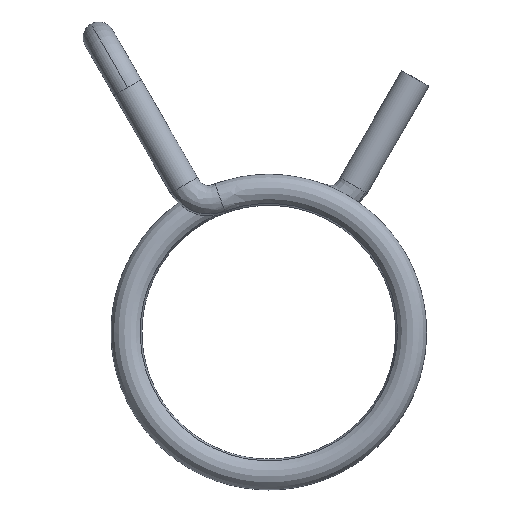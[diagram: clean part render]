
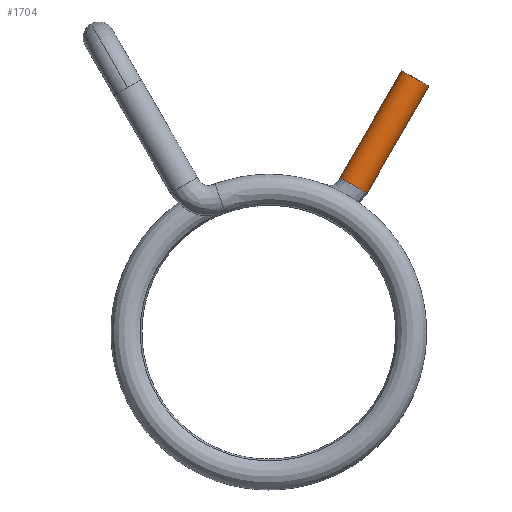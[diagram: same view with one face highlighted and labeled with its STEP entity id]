
A CAD part, top view. The second image highlights one B-rep face of the part: STEP entity #1704.
In plain terms, the highlighted cylindrical face has radius 0.75 mm (diameter 1.5 mm), a partial arc.
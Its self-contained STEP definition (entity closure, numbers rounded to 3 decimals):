
#90 = EDGE_LOOP ( 'NONE', ( #3857, #4481, #764, #5139, #3375 ) ) ;
#165 = EDGE_CURVE ( 'NONE', #4223, #1500, #2318, .T. ) ;
#401 = DIRECTION ( 'NONE',  ( 0.5, 0.866, 0. ) ) ;
#529 = DIRECTION ( 'NONE',  ( -0.731, 0.422, -0.536 ) ) ;
#764 = ORIENTED_EDGE ( 'NONE', *, *, #6014, .F. ) ;
#861 = LINE ( 'NONE', #1387, #5936 ) ;
#921 = VERTEX_POINT ( 'NONE', #7081 ) ;
#922 = EDGE_CURVE ( 'NONE', #1500, #921, #7030, .T. ) ;
#1081 = AXIS2_PLACEMENT_3D ( 'NONE', #1129, #5890, #529 ) ;
#1129 = CARTESIAN_POINT ( 'NONE',  ( 4.052, 7.018, 0.8 ) ) ;
#1222 = CARTESIAN_POINT ( 'NONE',  ( 7.65, 11.749, 0.8 ) ) ;
#1310 = DIRECTION ( 'NONE',  ( 0.5, 0.866, 0. ) ) ;
#1349 = FACE_OUTER_BOUND ( 'NONE', #90, .T. ) ;
#1387 = CARTESIAN_POINT ( 'NONE',  ( 4.701, 6.643, 0.8 ) ) ;
#1500 = VERTEX_POINT ( 'NONE', #6702 ) ;
#1543 = AXIS2_PLACEMENT_3D ( 'NONE', #7157, #4291, #3687 ) ;
#1603 = CARTESIAN_POINT ( 'NONE',  ( 6.35, 12.499, 0.8 ) ) ;
#1704 = ADVANCED_FACE ( 'NONE', ( #1349 ), #3835, .T. ) ;
#2045 = AXIS2_PLACEMENT_3D ( 'NONE', #6683, #1310, #6175 ) ;
#2318 = CIRCLE ( 'NONE', #1081, 0.75 ) ;
#2372 = EDGE_CURVE ( 'NONE', #4223, #3469, #3915, .T. ) ;
#2528 = DIRECTION ( 'NONE',  ( 0.5, 0.866, 0. ) ) ;
#3204 = DIRECTION ( 'NONE',  ( 0.5, 0.866, 0. ) ) ;
#3375 = ORIENTED_EDGE ( 'NONE', *, *, #165, .T. ) ;
#3469 = VERTEX_POINT ( 'NONE', #1603 ) ;
#3687 = DIRECTION ( 'NONE',  ( -0.731, 0.422, -0.536 ) ) ;
#3835 = CYLINDRICAL_SURFACE ( 'NONE', #2045, 0.75 ) ;
#3857 = ORIENTED_EDGE ( 'NONE', *, *, #922, .T. ) ;
#3915 = LINE ( 'NONE', #6306, #4668 ) ;
#4088 = CARTESIAN_POINT ( 'NONE',  ( 7., 12.124, 0.8 ) ) ;
#4223 = VERTEX_POINT ( 'NONE', #4286 ) ;
#4286 = CARTESIAN_POINT ( 'NONE',  ( 3.407, 7.391, 0.8 ) ) ;
#4291 = DIRECTION ( 'NONE',  ( 0.5, 0.866, 0. ) ) ;
#4453 = CIRCLE ( 'NONE', #7546, 0.75 ) ;
#4481 = ORIENTED_EDGE ( 'NONE', *, *, #6777, .T. ) ;
#4668 = VECTOR ( 'NONE', #3204, 1000. ) ;
#4683 = DIRECTION ( 'NONE',  ( -0.731, 0.422, -0.536 ) ) ;
#5139 = ORIENTED_EDGE ( 'NONE', *, *, #2372, .F. ) ;
#5890 = DIRECTION ( 'NONE',  ( 0.5, 0.866, 0. ) ) ;
#5936 = VECTOR ( 'NONE', #2528, 1000. ) ;
#6014 = EDGE_CURVE ( 'NONE', #3469, #7345, #4453, .T. ) ;
#6175 = DIRECTION ( 'NONE',  ( -0.866, 0.5, 0. ) ) ;
#6306 = CARTESIAN_POINT ( 'NONE',  ( 3.402, 7.393, 0.8 ) ) ;
#6683 = CARTESIAN_POINT ( 'NONE',  ( 4.052, 7.018, 0.8 ) ) ;
#6702 = CARTESIAN_POINT ( 'NONE',  ( 4.6, 6.702, 1.202 ) ) ;
#6777 = EDGE_CURVE ( 'NONE', #921, #7345, #861, .T. ) ;
#7030 = CIRCLE ( 'NONE', #1543, 0.75 ) ;
#7081 = CARTESIAN_POINT ( 'NONE',  ( 4.697, 6.646, 0.8 ) ) ;
#7157 = CARTESIAN_POINT ( 'NONE',  ( 4.052, 7.018, 0.8 ) ) ;
#7345 = VERTEX_POINT ( 'NONE', #1222 ) ;
#7546 = AXIS2_PLACEMENT_3D ( 'NONE', #4088, #401, #4683 ) ;
